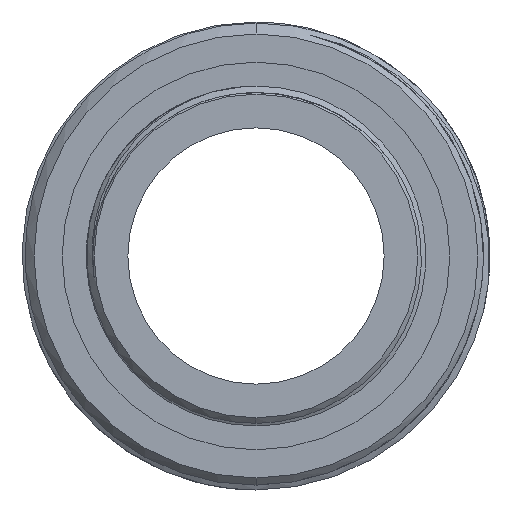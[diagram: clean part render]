
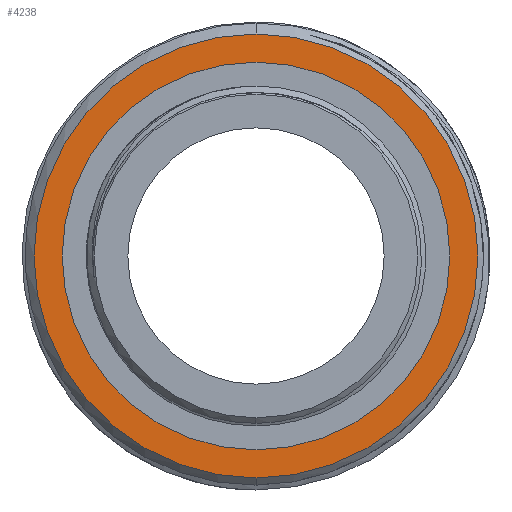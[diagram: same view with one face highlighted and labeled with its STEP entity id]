
A CAD part, left-side view. The second image highlights one B-rep face of the part: STEP entity #4238.
In plain terms, the highlighted planar face has unit normal (-1, 0, 0).
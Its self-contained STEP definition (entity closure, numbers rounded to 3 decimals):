
#141 = CARTESIAN_POINT ( 'NONE',  ( -4.047, 0., 27.712 ) ) ;
#305 = EDGE_LOOP ( 'NONE', ( #1605, #701 ) ) ;
#438 = CARTESIAN_POINT ( 'NONE',  ( -4.047, 0., -27.712 ) ) ;
#489 = CARTESIAN_POINT ( 'NONE',  ( -4.047, 0., 0. ) ) ;
#618 = CIRCLE ( 'NONE', #2795, 27.712 ) ;
#701 = ORIENTED_EDGE ( 'NONE', *, *, #2399, .T. ) ;
#756 = PLANE ( 'NONE',  #1895 ) ;
#812 = EDGE_LOOP ( 'NONE', ( #1913, #4758 ) ) ;
#926 = CIRCLE ( 'NONE', #4348, 27.712 ) ;
#1180 = VERTEX_POINT ( 'NONE', #141 ) ;
#1229 = DIRECTION ( 'NONE',  ( 0., 0., 1. ) ) ;
#1288 = DIRECTION ( 'NONE',  ( 0., 0., 1. ) ) ;
#1531 = DIRECTION ( 'NONE',  ( 0., 0., 1. ) ) ;
#1605 = ORIENTED_EDGE ( 'NONE', *, *, #6398, .T. ) ;
#1667 = AXIS2_PLACEMENT_3D ( 'NONE', #3683, #4735, #1288 ) ;
#1730 = DIRECTION ( 'NONE',  ( 1., 0., 0. ) ) ;
#1774 = DIRECTION ( 'NONE',  ( -1., 0., 0. ) ) ;
#1804 = CARTESIAN_POINT ( 'NONE',  ( -4.047, 0., 0. ) ) ;
#1895 = AXIS2_PLACEMENT_3D ( 'NONE', #5720, #1730, #5814 ) ;
#1913 = ORIENTED_EDGE ( 'NONE', *, *, #2320, .F. ) ;
#2320 = EDGE_CURVE ( 'NONE', #5431, #4093, #4462, .T. ) ;
#2399 = EDGE_CURVE ( 'NONE', #1180, #5907, #926, .T. ) ;
#2446 = DIRECTION ( 'NONE',  ( 0., 0., 1. ) ) ;
#2795 = AXIS2_PLACEMENT_3D ( 'NONE', #489, #5795, #1531 ) ;
#3265 = CARTESIAN_POINT ( 'NONE',  ( -4.047, 0., -24.2 ) ) ;
#3452 = AXIS2_PLACEMENT_3D ( 'NONE', #5406, #5951, #2446 ) ;
#3472 = CARTESIAN_POINT ( 'NONE',  ( -4.047, 0., 24.2 ) ) ;
#3552 = CIRCLE ( 'NONE', #3452, 24.2 ) ;
#3621 = EDGE_CURVE ( 'NONE', #4093, #5431, #3552, .T. ) ;
#3683 = CARTESIAN_POINT ( 'NONE',  ( -4.047, 0., 0. ) ) ;
#4093 = VERTEX_POINT ( 'NONE', #3265 ) ;
#4238 = ADVANCED_FACE ( 'NONE', ( #4725, #4284 ), #756, .F. ) ;
#4284 = FACE_OUTER_BOUND ( 'NONE', #305, .T. ) ;
#4348 = AXIS2_PLACEMENT_3D ( 'NONE', #1804, #1774, #1229 ) ;
#4462 = CIRCLE ( 'NONE', #1667, 24.2 ) ;
#4725 = FACE_BOUND ( 'NONE', #812, .T. ) ;
#4735 = DIRECTION ( 'NONE',  ( -1., 0., 0. ) ) ;
#4758 = ORIENTED_EDGE ( 'NONE', *, *, #3621, .F. ) ;
#5406 = CARTESIAN_POINT ( 'NONE',  ( -4.047, 0., 0. ) ) ;
#5431 = VERTEX_POINT ( 'NONE', #3472 ) ;
#5720 = CARTESIAN_POINT ( 'NONE',  ( -4.047, 27.712, 0. ) ) ;
#5795 = DIRECTION ( 'NONE',  ( -1., 0., 0. ) ) ;
#5814 = DIRECTION ( 'NONE',  ( 0., 0., -1. ) ) ;
#5907 = VERTEX_POINT ( 'NONE', #438 ) ;
#5951 = DIRECTION ( 'NONE',  ( -1., 0., 0. ) ) ;
#6398 = EDGE_CURVE ( 'NONE', #5907, #1180, #618, .T. ) ;
